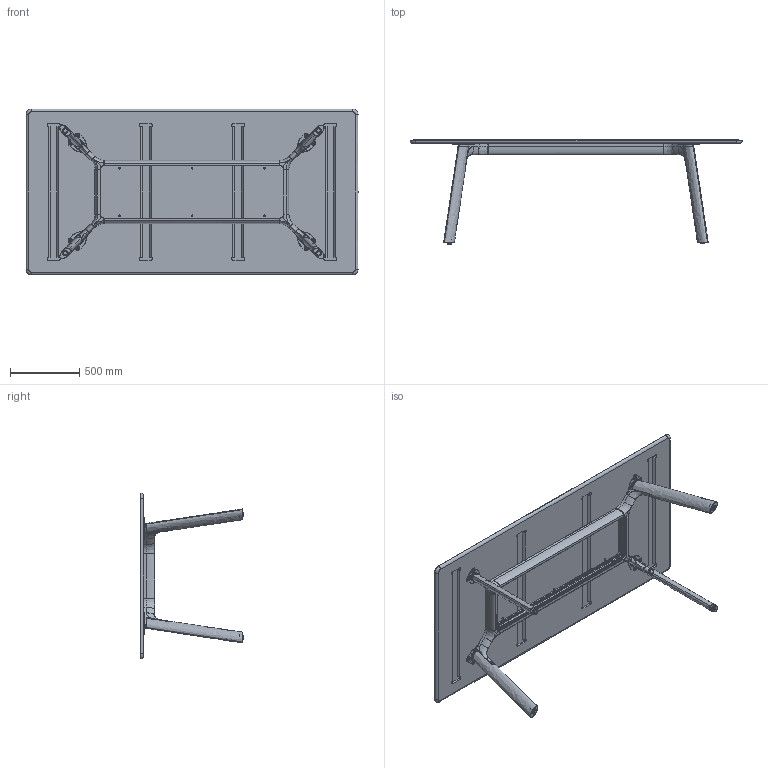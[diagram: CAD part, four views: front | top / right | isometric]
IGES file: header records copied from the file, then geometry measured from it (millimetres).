
Start section: SolidWorks IGES file using analytic representation for surfaces
Global section: file name: 96HArco-Grid-rectangular-240x120x75-Jonathan_Prestwich-3Dfile.IGS; native system: SolidWorks 2019; preprocessor: SolidWorks 2019; author: jellisg; date: 210615.163032; units: millimetre
Bounding box: 2399.99 x 750.09 x 1199.99 mm (x, y, z)
Surface area: 7640545.1 mm2 (no closed solid volume)
Topology: 0 solids, 0 shells, 790 faces, 14022 edges, 14006 vertices
Faces by surface type: bspline 418, revolution 372
